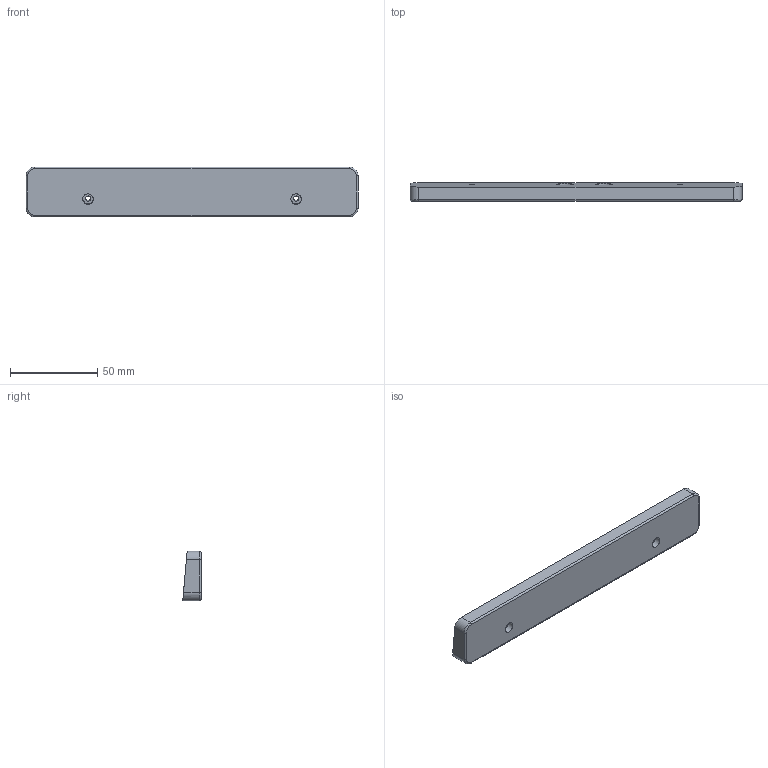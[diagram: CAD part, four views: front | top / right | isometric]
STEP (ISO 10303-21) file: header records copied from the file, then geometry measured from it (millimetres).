
FILE_DESCRIPTION(/* description */ (''),/* implementation_level */ '2;1');
FILE_NAME(/* name */ '5DegreeTilt.step',/* time_stamp */ '2021-08-20T00:36:04-04:00',/* author */ (''),/* organization */ (''),/* preprocessor_version */ 'ST-DEVELOPER v18.1',/* originating_system */ 'Autodesk Translation Framework v10.9.0.1377',/* authorisation */ '');
FILE_SCHEMA (('AUTOMOTIVE_DESIGN { 1 0 10303 214 3 1 1 }'));
Length unit declared in the file: millimetre
Products named in the file (1): 5DegreeTilt
Bounding box: 190 x 10.57 x 28.5 mm (x, y, z)
Volume: 49113.9 mm3; surface area: 15145.6 mm2
Topology: 1 solids, 1 shells, 28 faces, 58 edges, 36 vertices
Faces by surface type: cylinder 14, plane 10, torus 4
Full cylindrical faces by diameter (mm): 3 x2, 6 x2, 10 x2
Entity records: 791 total; most frequent: DIRECTION 148, CARTESIAN_POINT 123, ORIENTED_EDGE 116, AXIS2_PLACEMENT_3D 61, EDGE_CURVE 58, EDGE_LOOP 36, VERTEX_POINT 36, FACE_OUTER_BOUND 28
